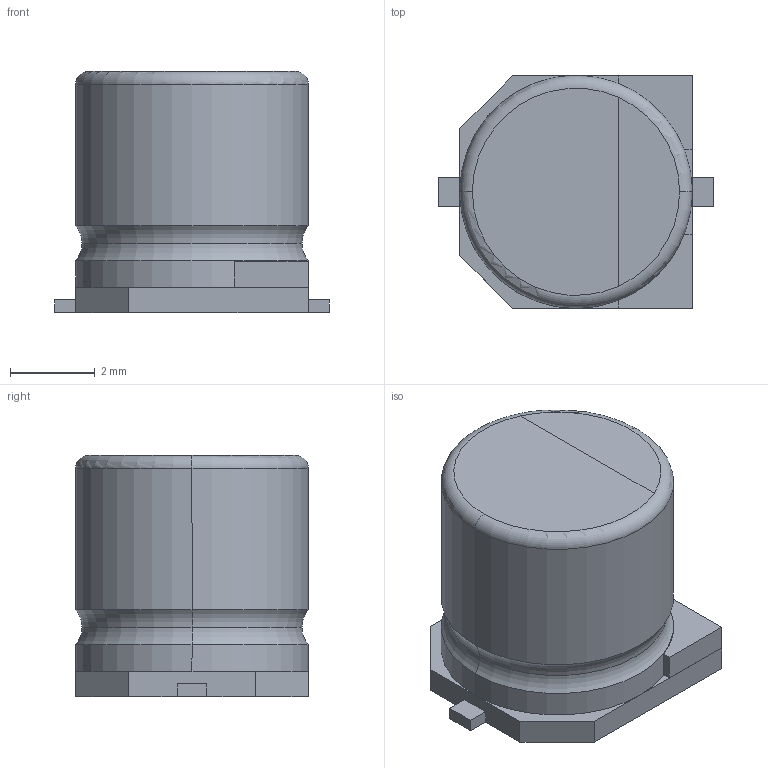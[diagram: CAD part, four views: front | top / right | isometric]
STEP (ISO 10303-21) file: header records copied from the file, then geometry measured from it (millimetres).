
FILE_DESCRIPTION((''),'2;1');
FILE_NAME('CAPAE530X540N.stp','2009-07-06T14:17:01',(''),(''),'Mechanical Desktop 2006','Mechanical Desktop 2006',', , ');
FILE_SCHEMA(('AUTOMOTIVE_DESIGN { 1 2 10303 214 0 1 1 1 }'));
Length unit declared in the file: millimetre
Products named in the file (1): Product
Bounding box: 6.5 x 5.5 x 5.7 mm (x, y, z)
Volume: 138.7 mm3; surface area: 241.8 mm2
Topology: 7 solids, 7 shells, 65 faces, 144 edges, 95 vertices
Faces by surface type: plane 47, cylinder 12, torus 6
Entity records: 1837 total; most frequent: DIRECTION 310, CARTESIAN_POINT 303, ORIENTED_EDGE 284, EDGE_CURVE 142, VECTOR 110, LINE 110, AXIS2_PLACEMENT_3D 100, VERTEX_POINT 91
